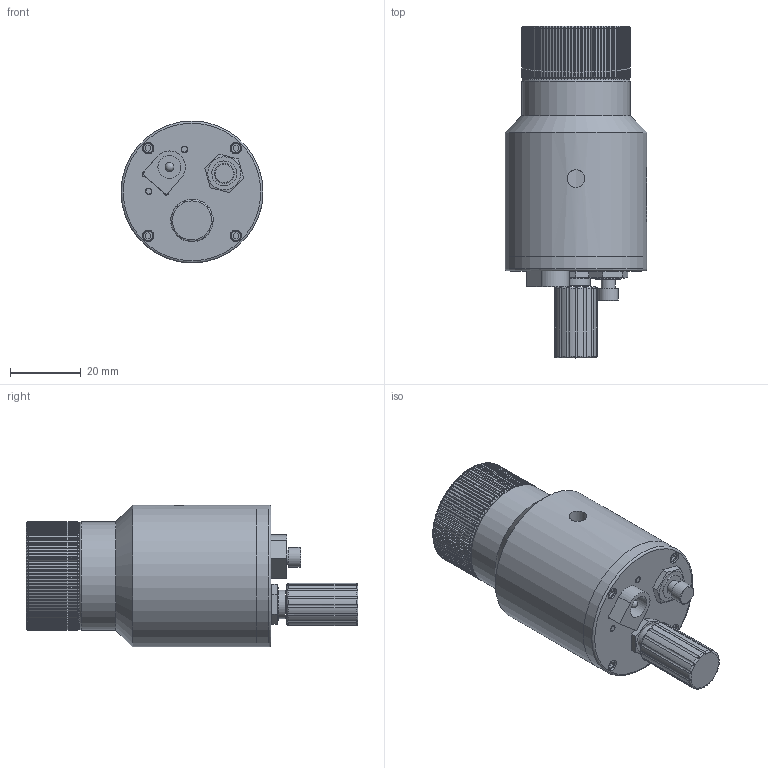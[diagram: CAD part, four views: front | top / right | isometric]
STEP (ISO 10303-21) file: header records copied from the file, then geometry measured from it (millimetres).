
FILE_DESCRIPTION (( 'STEP AP214' ), '1' );
FILE_NAME ('OMDG25B.STEP', '2021-04-15T05:34:23', ( '' ), ( '' ), 'SwSTEP 2.0', 'SolidWorks 2018', '' );
FILE_SCHEMA (( 'AUTOMOTIVE_DESIGN' ));
Length unit declared in the file: millimetre
Products named in the file (1): OMDG25B
Bounding box: 40 x 93.5 x 40 mm (x, y, z)
Surface area: 14317.7 mm2 (no closed solid volume)
Topology: 0 solids, 16 shells, 565 faces, 1960 edges, 1368 vertices
Faces by surface type: plane 302, cylinder 165, bspline 83, torus 11, cone 3, sphere 1
Full cylindrical faces by diameter (mm): 3.3 x4, 4 x1, 5 x1, 5.6 x1, 6.5 x1, 7 x1, 8 x1, 30.5 x1, 40 x2
Entity records: 31902 total; most frequent: CARTESIAN_POINT 10673, ORIENTED_EDGE 3361, DIRECTION 2448, EDGE_CURVE 1924, VERTEX_POINT 1362, AXIS2_PLACEMENT_3D 859, B_SPLINE_CURVE_WITH_KNOTS 764, VECTOR 730
